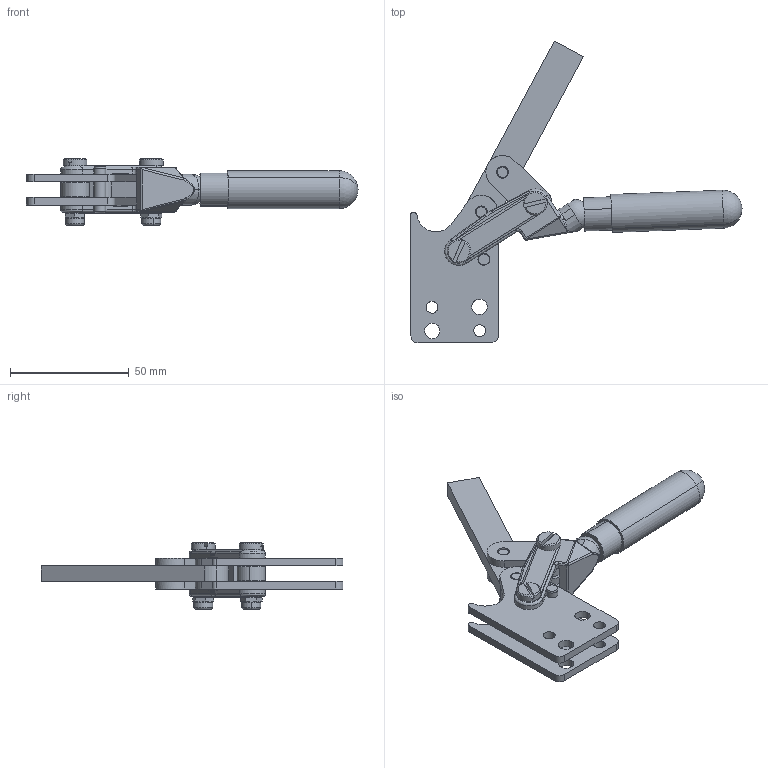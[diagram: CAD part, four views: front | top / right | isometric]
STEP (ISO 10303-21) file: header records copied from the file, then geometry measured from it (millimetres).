
FILE_DESCRIPTION((''),'2;1');
FILE_NAME('621.1-opened.stp','2005-09-28T10:07:02',('Kysilko'),(''),'Autodesk Inventor 8','Autodesk Inventor 8','');
FILE_SCHEMA(('AUTOMOTIVE_DESIGN { 1 0 10303 214 1 1 1 1 }'));
Length unit declared in the file: millimetre
Products named in the file (1): Part22
Bounding box: 139.88 x 127.21 x 28 mm (x, y, z)
Volume: 40636.4 mm3; surface area: 23940.1 mm2
Topology: 1 solids, 107 shells, 852 faces, 1806 edges, 1153 vertices
Faces by surface type: plane 493, bspline 130, cylinder 122, cone 77, sphere 26, torus 4
Entity records: 26560 total; most frequent: CARTESIAN_POINT 8544, DIRECTION 3793, ORIENTED_EDGE 3562, EDGE_CURVE 1781, AXIS2_PLACEMENT_3D 1373, VERTEX_POINT 1146, VECTOR 1047, LINE 1047
